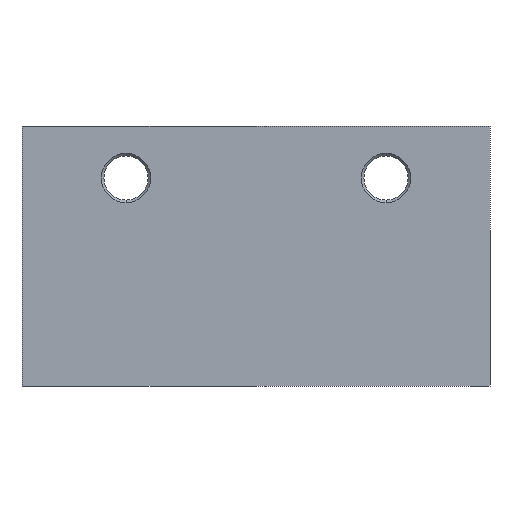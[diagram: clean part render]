
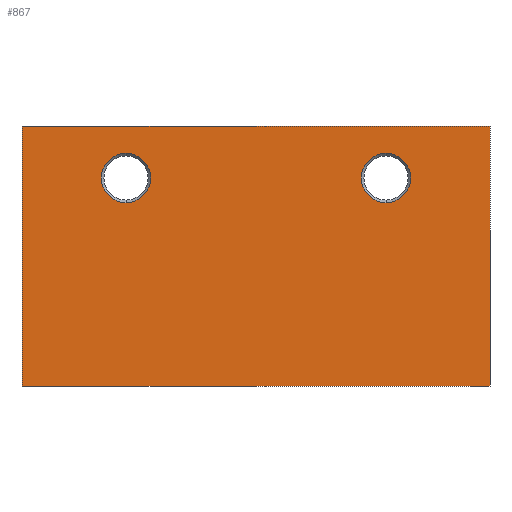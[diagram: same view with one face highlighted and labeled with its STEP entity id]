
A CAD part, front view. The second image highlights one B-rep face of the part: STEP entity #867.
In plain terms, the highlighted planar face has unit normal (0, -1, 0).
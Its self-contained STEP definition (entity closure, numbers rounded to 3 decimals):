
#21 = ORIENTED_EDGE ( 'NONE', *, *, #619, .T. ) ;
#45 = AXIS2_PLACEMENT_3D ( 'NONE', #1553, #1180, #1560 ) ;
#63 = CARTESIAN_POINT ( 'NONE',  ( 25., 0., 25. ) ) ;
#117 = EDGE_CURVE ( 'NONE', #150, #1038, #283, .T. ) ;
#128 = PLANE ( 'NONE',  #1017 ) ;
#150 = VERTEX_POINT ( 'NONE', #921 ) ;
#159 = VERTEX_POINT ( 'NONE', #428 ) ;
#161 = EDGE_CURVE ( 'NONE', #877, #454, #662, .T. ) ;
#194 = CARTESIAN_POINT ( 'NONE',  ( 70., 0., 25. ) ) ;
#200 = VECTOR ( 'NONE', #802, 1000. ) ;
#242 = DIRECTION ( 'NONE',  ( 0., 0., 1. ) ) ;
#259 = CARTESIAN_POINT ( 'NONE',  ( 0., 0., 15. ) ) ;
#283 = CIRCLE ( 'NONE', #45, 4.75 ) ;
#301 = DIRECTION ( 'NONE',  ( 0., 0., 1. ) ) ;
#344 = DIRECTION ( 'NONE',  ( 0., 0., 1. ) ) ;
#384 = EDGE_CURVE ( 'NONE', #641, #159, #1515, .T. ) ;
#389 = AXIS2_PLACEMENT_3D ( 'NONE', #259, #613, #1251 ) ;
#428 = CARTESIAN_POINT ( 'NONE',  ( 0., 0., 10.25 ) ) ;
#429 = LINE ( 'NONE', #63, #200 ) ;
#454 = VERTEX_POINT ( 'NONE', #745 ) ;
#473 = ORIENTED_EDGE ( 'NONE', *, *, #1508, .F. ) ;
#480 = EDGE_LOOP ( 'NONE', ( #815, #1585 ) ) ;
#486 = CARTESIAN_POINT ( 'NONE',  ( -20., 0., -25. ) ) ;
#493 = VECTOR ( 'NONE', #344, 1000. ) ;
#525 = CARTESIAN_POINT ( 'NONE',  ( 25., 0., 25. ) ) ;
#551 = DIRECTION ( 'NONE',  ( -1., 0., 0. ) ) ;
#555 = CARTESIAN_POINT ( 'NONE',  ( 50., 0., 10.25 ) ) ;
#577 = ORIENTED_EDGE ( 'NONE', *, *, #384, .T. ) ;
#610 = VERTEX_POINT ( 'NONE', #1158 ) ;
#613 = DIRECTION ( 'NONE',  ( 0., 1., 0. ) ) ;
#619 = EDGE_CURVE ( 'NONE', #877, #1462, #1319, .T. ) ;
#641 = VERTEX_POINT ( 'NONE', #1558 ) ;
#642 = DIRECTION ( 'NONE',  ( 0., 1., 0. ) ) ;
#643 = CIRCLE ( 'NONE', #1564, 4.75 ) ;
#649 = VECTOR ( 'NONE', #551, 1000. ) ;
#659 = ORIENTED_EDGE ( 'NONE', *, *, #1455, .T. ) ;
#662 = LINE ( 'NONE', #1302, #649 ) ;
#720 = ORIENTED_EDGE ( 'NONE', *, *, #161, .F. ) ;
#722 = VECTOR ( 'NONE', #301, 1000. ) ;
#745 = CARTESIAN_POINT ( 'NONE',  ( -20., 0., -25. ) ) ;
#802 = DIRECTION ( 'NONE',  ( -1., 0., 0. ) ) ;
#815 = ORIENTED_EDGE ( 'NONE', *, *, #1606, .F. ) ;
#867 = ADVANCED_FACE ( 'NONE', ( #988, #1626, #1504 ), #128, .F. ) ;
#877 = VERTEX_POINT ( 'NONE', #1618 ) ;
#921 = CARTESIAN_POINT ( 'NONE',  ( 50., 0., 19.75 ) ) ;
#975 = EDGE_LOOP ( 'NONE', ( #1374, #577 ) ) ;
#988 = FACE_BOUND ( 'NONE', #975, .T. ) ;
#993 = LINE ( 'NONE', #486, #493 ) ;
#1000 = DIRECTION ( 'NONE',  ( 0., -1., 0. ) ) ;
#1008 = DIRECTION ( 'NONE',  ( 0., 0., 1. ) ) ;
#1016 = AXIS2_PLACEMENT_3D ( 'NONE', #1286, #1000, #1008 ) ;
#1017 = AXIS2_PLACEMENT_3D ( 'NONE', #525, #642, #242 ) ;
#1038 = VERTEX_POINT ( 'NONE', #555 ) ;
#1113 = CARTESIAN_POINT ( 'NONE',  ( 0., 0., 15. ) ) ;
#1158 = CARTESIAN_POINT ( 'NONE',  ( -20., 0., 25. ) ) ;
#1180 = DIRECTION ( 'NONE',  ( 0., -1., 0. ) ) ;
#1251 = DIRECTION ( 'NONE',  ( 0., 0., 1. ) ) ;
#1277 = DIRECTION ( 'NONE',  ( 0., 0., 1. ) ) ;
#1286 = CARTESIAN_POINT ( 'NONE',  ( 50., 0., 15. ) ) ;
#1298 = EDGE_CURVE ( 'NONE', #159, #641, #643, .T. ) ;
#1302 = CARTESIAN_POINT ( 'NONE',  ( 25., 0., -25. ) ) ;
#1319 = LINE ( 'NONE', #1547, #722 ) ;
#1374 = ORIENTED_EDGE ( 'NONE', *, *, #1298, .T. ) ;
#1455 = EDGE_CURVE ( 'NONE', #1462, #610, #429, .T. ) ;
#1462 = VERTEX_POINT ( 'NONE', #194 ) ;
#1504 = FACE_OUTER_BOUND ( 'NONE', #1526, .T. ) ;
#1508 = EDGE_CURVE ( 'NONE', #454, #610, #993, .T. ) ;
#1515 = CIRCLE ( 'NONE', #389, 4.75 ) ;
#1526 = EDGE_LOOP ( 'NONE', ( #473, #720, #21, #659 ) ) ;
#1540 = DIRECTION ( 'NONE',  ( 0., 1., 0. ) ) ;
#1547 = CARTESIAN_POINT ( 'NONE',  ( 70., 0., -25. ) ) ;
#1553 = CARTESIAN_POINT ( 'NONE',  ( 50., 0., 15. ) ) ;
#1558 = CARTESIAN_POINT ( 'NONE',  ( 0., 0., 19.75 ) ) ;
#1560 = DIRECTION ( 'NONE',  ( 0., 0., 1. ) ) ;
#1564 = AXIS2_PLACEMENT_3D ( 'NONE', #1113, #1540, #1277 ) ;
#1585 = ORIENTED_EDGE ( 'NONE', *, *, #117, .F. ) ;
#1595 = CIRCLE ( 'NONE', #1016, 4.75 ) ;
#1606 = EDGE_CURVE ( 'NONE', #1038, #150, #1595, .T. ) ;
#1618 = CARTESIAN_POINT ( 'NONE',  ( 70., 0., -25. ) ) ;
#1626 = FACE_BOUND ( 'NONE', #480, .T. ) ;
